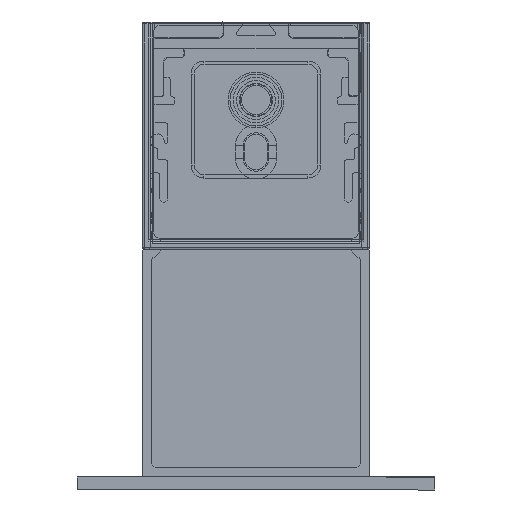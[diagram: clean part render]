
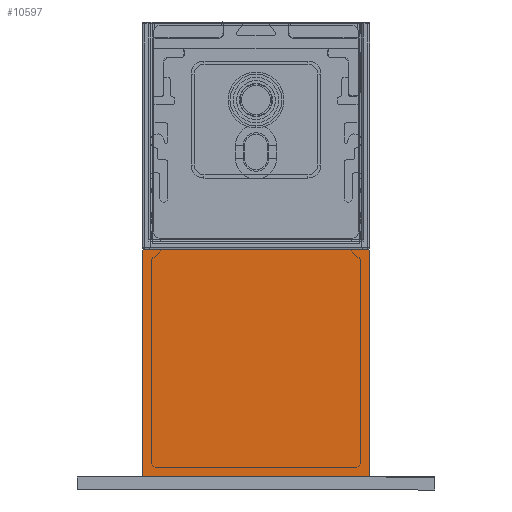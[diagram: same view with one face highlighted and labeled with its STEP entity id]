
A CAD part, front view. The second image highlights one B-rep face of the part: STEP entity #10597.
In plain terms, the highlighted planar face has unit normal (0, -1, 0).
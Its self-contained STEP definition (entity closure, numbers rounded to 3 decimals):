
#364=PLANE('',#11849);
#1181=LINE('',#19343,#2045);
#1187=LINE('',#19364,#2051);
#1191=LINE('',#19375,#2055);
#1192=LINE('',#19377,#2056);
#2045=VECTOR('',#15050,10.);
#2051=VECTOR('',#15070,10.);
#2055=VECTOR('',#15084,10.);
#2056=VECTOR('',#15087,10.);
#2682=FACE_OUTER_BOUND('',#3320,.T.);
#3320=EDGE_LOOP('',(#9574,#9575,#9576,#9577,#9578,#9579,#9580,#9581));
#3898=CIRCLE('',#11833,0.3);
#3903=CIRCLE('',#11841,0.3);
#3904=CIRCLE('',#11844,0.3);
#3905=CIRCLE('',#11846,0.3);
#4983=VERTEX_POINT('',#19330);
#4984=VERTEX_POINT('',#19331);
#4988=VERTEX_POINT('',#19341);
#4994=VERTEX_POINT('',#19357);
#4995=VERTEX_POINT('',#19358);
#4996=VERTEX_POINT('',#19363);
#4997=VERTEX_POINT('',#19367);
#4998=VERTEX_POINT('',#19371);
#6512=EDGE_CURVE('',#4983,#4984,#3898,.T.);
#6518=EDGE_CURVE('',#4983,#4988,#1181,.T.);
#6525=EDGE_CURVE('',#4994,#4995,#3903,.T.);
#6528=EDGE_CURVE('',#4996,#4995,#1187,.T.);
#6530=EDGE_CURVE('',#4996,#4997,#3904,.T.);
#6532=EDGE_CURVE('',#4998,#4988,#3905,.T.);
#6534=EDGE_CURVE('',#4998,#4997,#1191,.T.);
#6535=EDGE_CURVE('',#4994,#4984,#1192,.T.);
#9574=ORIENTED_EDGE('',*,*,#6512,.F.);
#9575=ORIENTED_EDGE('',*,*,#6518,.T.);
#9576=ORIENTED_EDGE('',*,*,#6532,.F.);
#9577=ORIENTED_EDGE('',*,*,#6534,.T.);
#9578=ORIENTED_EDGE('',*,*,#6530,.F.);
#9579=ORIENTED_EDGE('',*,*,#6528,.T.);
#9580=ORIENTED_EDGE('',*,*,#6525,.F.);
#9581=ORIENTED_EDGE('',*,*,#6535,.T.);
#10597=ADVANCED_FACE('',(#2682),#364,.T.);
#11833=AXIS2_PLACEMENT_3D('',#19332,#15040,#15041);
#11841=AXIS2_PLACEMENT_3D('',#19359,#15064,#15065);
#11844=AXIS2_PLACEMENT_3D('',#19368,#15074,#15075);
#11846=AXIS2_PLACEMENT_3D('',#19372,#15079,#15080);
#11849=AXIS2_PLACEMENT_3D('',#19378,#15088,#15089);
#15040=DIRECTION('center_axis',(0.,1.,0.));
#15041=DIRECTION('ref_axis',(0.707,0.,0.707));
#15050=DIRECTION('',(-1.,0.,0.));
#15064=DIRECTION('center_axis',(0.,1.,0.));
#15065=DIRECTION('ref_axis',(0.707,0.,-0.707));
#15070=DIRECTION('',(1.,0.,0.));
#15074=DIRECTION('center_axis',(0.,1.,0.));
#15075=DIRECTION('ref_axis',(-0.707,0.,-0.707));
#15079=DIRECTION('center_axis',(0.,1.,0.));
#15080=DIRECTION('ref_axis',(-0.707,0.,0.707));
#15084=DIRECTION('',(0.,0.,-1.));
#15087=DIRECTION('',(0.,0.,1.));
#15088=DIRECTION('center_axis',(0.,-1.,0.));
#15089=DIRECTION('ref_axis',(0.,0.,1.));
#19330=CARTESIAN_POINT('',(17.2,-707.6,-35.));
#19331=CARTESIAN_POINT('',(17.5,-707.6,-35.3));
#19332=CARTESIAN_POINT('Origin',(17.2,-707.6,-35.3));
#19341=CARTESIAN_POINT('',(-17.2,-707.6,-35.));
#19343=CARTESIAN_POINT('',(-17.5,-707.6,-35.));
#19357=CARTESIAN_POINT('',(17.5,-707.6,-69.7));
#19358=CARTESIAN_POINT('',(17.2,-707.6,-70.));
#19359=CARTESIAN_POINT('Origin',(17.2,-707.6,-69.7));
#19363=CARTESIAN_POINT('',(-17.2,-707.6,-70.));
#19364=CARTESIAN_POINT('',(17.5,-707.6,-70.));
#19367=CARTESIAN_POINT('',(-17.5,-707.6,-69.7));
#19368=CARTESIAN_POINT('Origin',(-17.2,-707.6,-69.7));
#19371=CARTESIAN_POINT('',(-17.5,-707.6,-35.3));
#19372=CARTESIAN_POINT('Origin',(-17.2,-707.6,-35.3));
#19375=CARTESIAN_POINT('',(-17.5,-707.6,-70.));
#19377=CARTESIAN_POINT('',(17.5,-707.6,-35.));
#19378=CARTESIAN_POINT('Origin',(0.,-707.6,
-52.5));
